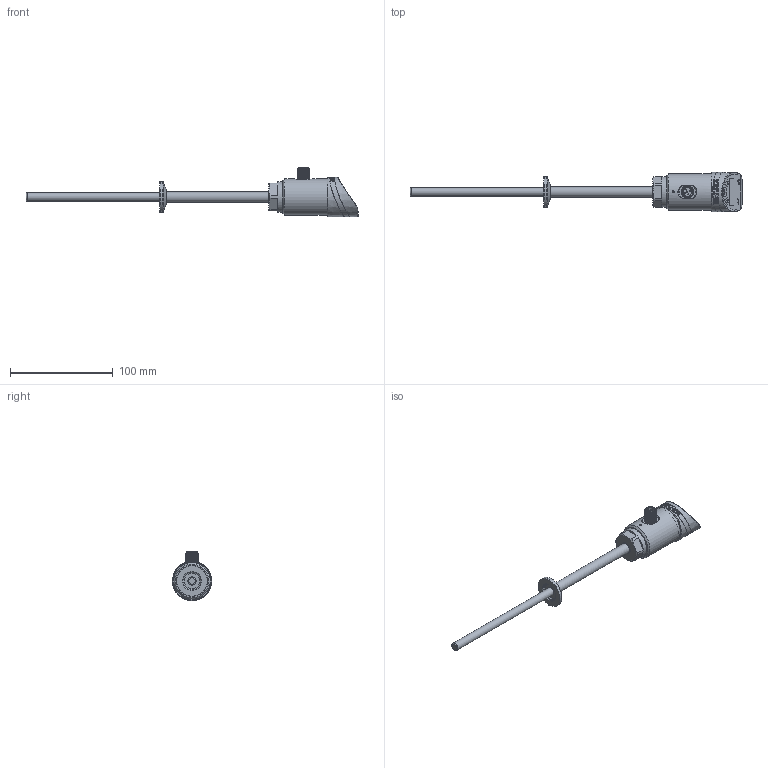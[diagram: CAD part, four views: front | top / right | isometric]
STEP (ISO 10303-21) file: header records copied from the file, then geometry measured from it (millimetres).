
FILE_DESCRIPTION(/* description */ (''),/* implementation_level */ '2;1');
FILE_NAME(/* name */ '（3D）TS500-KF16L130D8-KF16卡盘连接-200-400摄氏度探杆长130.0mm.stp',/* time_stamp */ '2024-01-09T10:04:33+08:00',/* author */ (''),/* organization */ (''),/* preprocessor_version */ 'ST-DEVELOPER v16.7',/* originating_system */ 'SIEMENS PLM Software NX 12.0',/* authorisation */ '');
FILE_SCHEMA (('AUTOMOTIVE_DESIGN { 1 0 10303 214 3 1 1 1 }'));
Length unit declared in the file: millimetre
Products named in the file (1): Mayn1C4C20E5yweb
Bounding box: 322.55 x 38 x 47.7 mm (x, y, z)
Volume: 47827 mm3; surface area: 33608.9 mm2
Topology: 7 solids, 10 shells, 713 faces, 1847 edges, 1194 vertices
Faces by surface type: plane 318, cylinder 122, extrusion 97, cone 78, bspline 42, torus 36, sphere 20
Full cylindrical faces by diameter (mm): 1.689 x1, 2 x1, 2.7 x6, 3.5 x3, 8 x1, 10 x1, 23 x1, 26 x1, 30 x2, 31.7 x1, 32 x1, 33 x1, 34.5 x1, 35.5 x2
Entity records: 27278 total; most frequent: CARTESIAN_POINT 10789, ORIENTED_EDGE 3468, DIRECTION 3112, EDGE_CURVE 1734, VERTEX_POINT 1162, AXIS2_PLACEMENT_3D 1097, VECTOR 918, EDGE_LOOP 846
